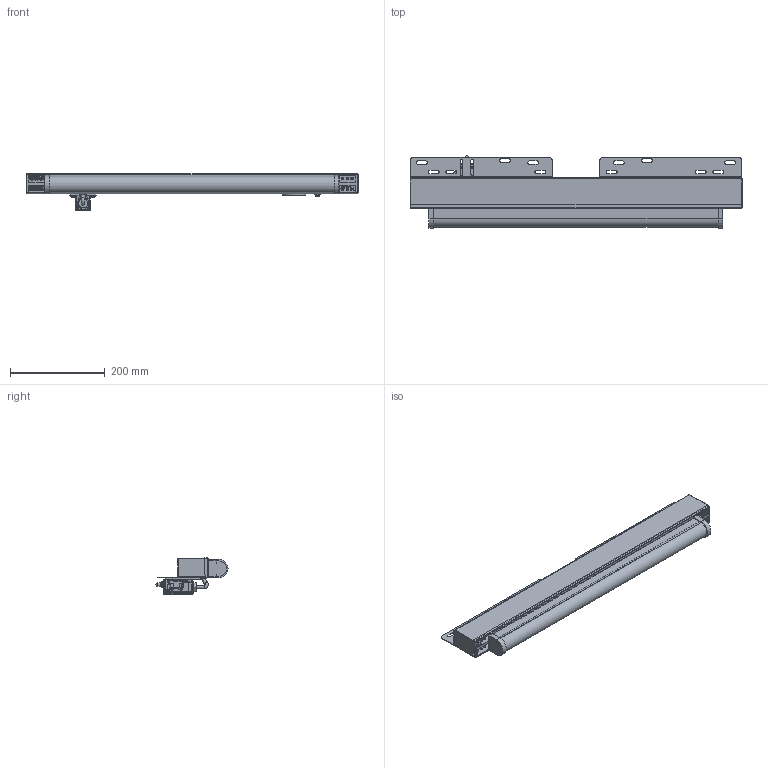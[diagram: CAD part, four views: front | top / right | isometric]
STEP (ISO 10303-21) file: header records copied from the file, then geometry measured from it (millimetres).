
FILE_DESCRIPTION(/* description */ (''),/* implementation_level */ '2;1');
FILE_NAME(/* name */ '01-040-00119_ZSB-LL18-SK-R-E-E44.stp',/* time_stamp */ '2018-03-02T11:09:50+01:00',/* author */ ('mblecker'),/* organization */ ('SSI-Schäfer'),/* preprocessor_version */ 'ST-DEVELOPER v15.6',/* originating_system */ 'Autodesk Inventor 2015',/* authorisation */ '');
FILE_SCHEMA (('AUTOMOTIVE_DESIGN { 1 0 10303 214 3 1 1 }'));
Products named in the file (42): 01-040-00031_LL18-SK-R_Unterteil; 01-040-00030_LL18-SK-R_Oberteil; 166_GEST-38246621-1; 166_GEST-38246620-1; 166_GEST-38246623-1; 166_GEST-38246622-1; 166_GEST-3824662-11; 166_GEST-3824662-12; 166_GEST-3824662-13; Gest3-ws; 166_GEST-382466211; 166_GEST-38246620; 166_GEST-382466231; 166_GEST-382466221; 166_GEST-382466212; 166_GEST-382466222; 166_GEST-382466232; Gest3-gr; 166_gebu-38242571-1-ws; 166_gebu-38242573-1; 166_gebu-38242572-1; 166_gebu-3-824257-11; 166_gebu-3-824257-12; 166_gebu-3-824257-13; 166_gebu-38242571-1; Durchsteckfassung_G13; Einbauwippschalter-43.420.1230.50; Kabel_kurz; Leuchte18w_25; Tuelle_sb437-5; Abdeckung_22_2_SW_Heyman_202059; Steckdose_220V; 02-007-00005_Adapterplatte_SK_LV-106840; DIN_125_4,3; ISO 7049 - ST3,9 x 9,5 - C - H; 01-040-00052_LL-AB18; 99-003-0003_S-K-ohne; DIN-7985-4.8-M4x25; _gebu-3-8242570-1; Gebu3-gr ...
Assembly tree (61 placements, depth 4):
  01-040-00119_ZSB-LL18-SK-R-E-E44
    01-040-00031_LL18-SK-R_Unterteil
    01-040-00030_LL18-SK-R_Oberteil
    Gest3-ws
      166_GEST-38246621-1
      166_GEST-38246620-1
      166_GEST-3824662-11
        166_GEST-38246623-1
        166_GEST-38246622-1
      166_GEST-3824662-12
        166_GEST-38246623-1
        166_GEST-38246622-1
      166_GEST-3824662-13
        166_GEST-38246623-1
        166_GEST-38246622-1
    Gest3-gr
      166_GEST-382466211
      166_GEST-38246620
      166_GEST-382466212
        166_GEST-382466231
        166_GEST-382466221
      166_GEST-382466222
        166_GEST-382466231
        166_GEST-382466221
      166_GEST-382466232
        166_GEST-382466231
        166_GEST-382466221
    Gebu3-gr
      166_gebu-38242571-1-ws
      _gebu-3-8242570-1
      166_gebu-3-824257-11
        166_gebu-38242573-1
        166_gebu-38242572-1
      166_gebu-3-824257-12
        166_gebu-38242573-1
        166_gebu-38242572-1
      166_gebu-3-824257-13
        166_gebu-38242573-1
        166_gebu-38242572-1
    Gebu3-ws
      166_gebu-38242571-1
      _gebu-3-8242570-1
      166_gebu-3-824257-11
        166_gebu-38242573-1
        166_gebu-38242572-1
      166_gebu-3-824257-12
        166_gebu-38242573-1
        166_gebu-38242572-1
      166_gebu-3-824257-13
        166_gebu-38242573-1
        166_gebu-38242572-1
    Durchsteckfassung_G13  x2
    Einbauwippschalter-43.420.1230.50
    Kabel_kurz
    Leuchte18w_25
    Tuelle_sb437-5
    Abdeckung_22_2_SW_Heyman_202059
    Steckdose_220V
    02-007-00005_Adapterplatte_SK_LV-106840
    DIN_125_4,3  x2
Bounding box: 700 x 152 x 76.9 mm (x, y, z)
Volume: 729233.5 mm3; surface area: 635874.9 mm2
Topology: 32 solids, 39 shells, 4100 faces, 11295 edges, 7146 vertices
Faces by surface type: plane 2453, cylinder 985, cone 302, bspline 185, sphere 92, torus 83
Full cylindrical faces by diameter (mm): 1 x2, 1.7 x6, 1.9 x4, 2 x4, 2.1 x2, 2.2 x4, 2.3 x4, 2.5 x4, 2.6 x1, 2.8 x4, 3 x12, 3.1 x8, 3.2 x2, 3.242 x2, 3.5 x8, 3.9 x2, 4 x5, 4.3 x2, 5 x3, 5.4 x3, 5.5 x5, 5.6 x2, 5.9 x6, 6 x3, 6.1 x1, 6.9 x1, 7 x2, 7.9 x1, 8 x5, 8.1 x1
Entity records: 144082 total; most frequent: CARTESIAN_POINT 59990, ORIENTED_EDGE 17022, DIRECTION 16627, EDGE_CURVE 8544, LINE 5679, VECTOR 5679, VERTEX_POINT 5575, AXIS2_PLACEMENT_3D 5474
